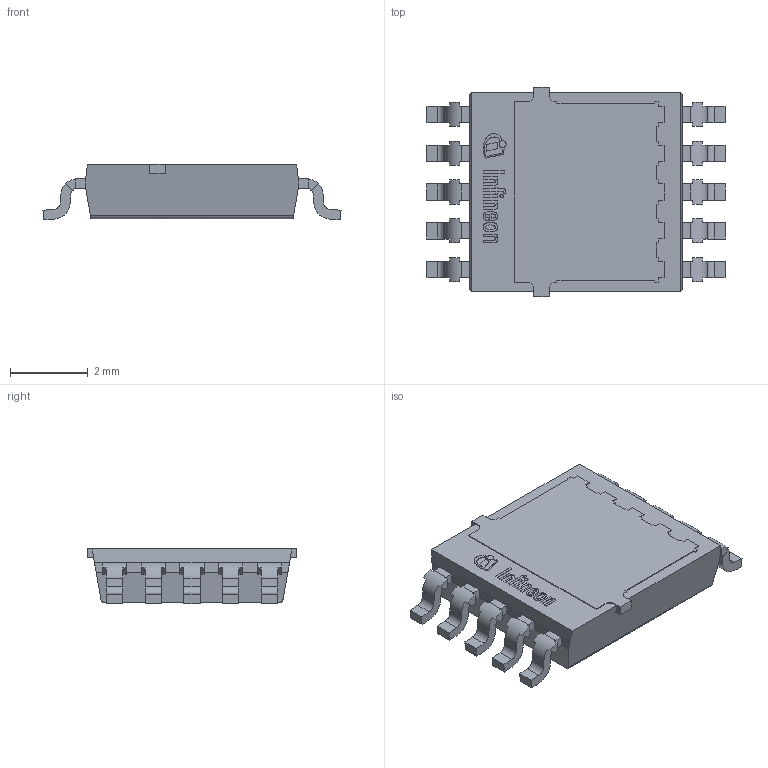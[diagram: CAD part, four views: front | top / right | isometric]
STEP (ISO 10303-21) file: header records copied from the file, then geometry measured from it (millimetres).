
FILE_DESCRIPTION(/* description */ (''),/* implementation_level */ '2;1');
FILE_NAME(/* name */ 'PG-LHDSO-10-1_Z8B00220316_V04_3D.stp',/* time_stamp */ '2023-03-30T17:13:04+06:00',/* author */ ('Subramani'),/* organization */ (''),/* preprocessor_version */ 'ST-DEVELOPER v16.13',/* originating_system */ 'AutoCAD Mechanical',/* authorisation */ '');
FILE_SCHEMA (('AUTOMOTIVE_DESIGN { 1 0 10303 214 3 1 1 }'));
Length unit declared in the file: millimetre
Products named in the file (1): Product
Bounding box: 7.68 x 5.41 x 1.44 mm (x, y, z)
Volume: 38.8 mm3; surface area: 151.7 mm2
Topology: 24 solids, 24 shells, 483 faces, 1301 edges, 867 vertices
Faces by surface type: plane 420, cylinder 45, bspline 17, torus 1
Full cylindrical faces by diameter (mm): 0.089 x1, 0.18 x1, 0.8 x1
Entity records: 15307 total; most frequent: CARTESIAN_POINT 3129, ORIENTED_EDGE 2594, DIRECTION 2368, EDGE_CURVE 1297, LINE 1092, VECTOR 1092, VERTEX_POINT 867, AXIS2_PLACEMENT_3D 638
